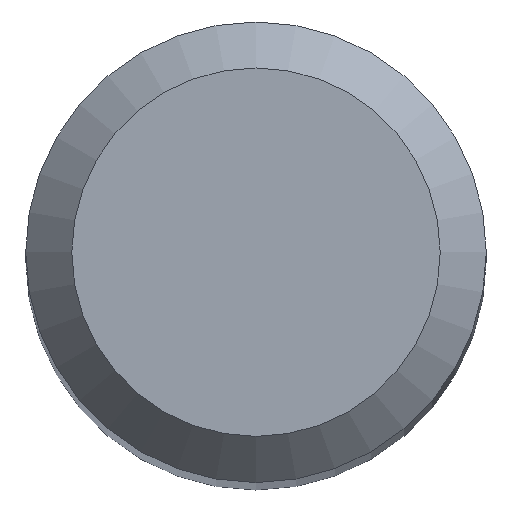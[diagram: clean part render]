
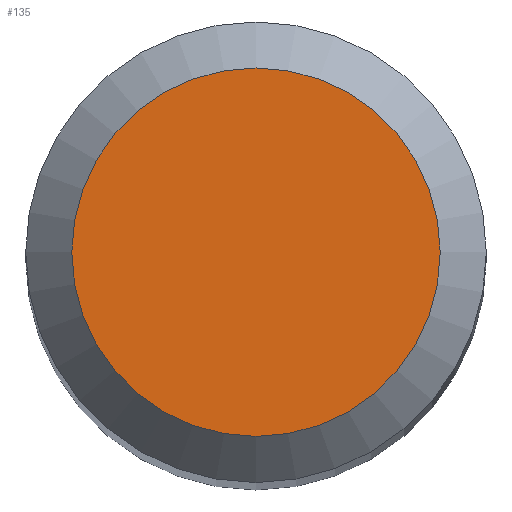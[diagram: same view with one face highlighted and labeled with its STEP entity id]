
A CAD part, top view. The second image highlights one B-rep face of the part: STEP entity #135.
In plain terms, the highlighted planar face has unit normal (0, 0, 1).
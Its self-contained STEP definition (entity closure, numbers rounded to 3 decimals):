
#16 = DIRECTION ( 'NONE',  ( 0., 0., 1. ) ) ;
#21 = CIRCLE ( 'NONE', #237, 1.2 ) ;
#42 = CARTESIAN_POINT ( 'NONE',  ( 0., 1.2, 38. ) ) ;
#86 = CARTESIAN_POINT ( 'NONE',  ( 1.2, 0., 38. ) ) ;
#94 = DIRECTION ( 'NONE',  ( -1., 0., 0. ) ) ;
#97 = FACE_OUTER_BOUND ( 'NONE', #191, .T. ) ;
#135 = ADVANCED_FACE ( 'NONE', ( #97 ), #375, .F. ) ;
#191 = EDGE_LOOP ( 'NONE', ( #368 ) ) ;
#222 = AXIS2_PLACEMENT_3D ( 'NONE', #42, #224, #94 ) ;
#224 = DIRECTION ( 'NONE',  ( 0., 0., -1. ) ) ;
#237 = AXIS2_PLACEMENT_3D ( 'NONE', #363, #16, #282 ) ;
#282 = DIRECTION ( 'NONE',  ( 1., 0., 0. ) ) ;
#363 = CARTESIAN_POINT ( 'NONE',  ( 0., 0., 38. ) ) ;
#368 = ORIENTED_EDGE ( 'NONE', *, *, #395, .T. ) ;
#375 = PLANE ( 'NONE',  #222 ) ;
#393 = VERTEX_POINT ( 'NONE', #86 ) ;
#395 = EDGE_CURVE ( 'NONE', #393, #393, #21, .T. ) ;
